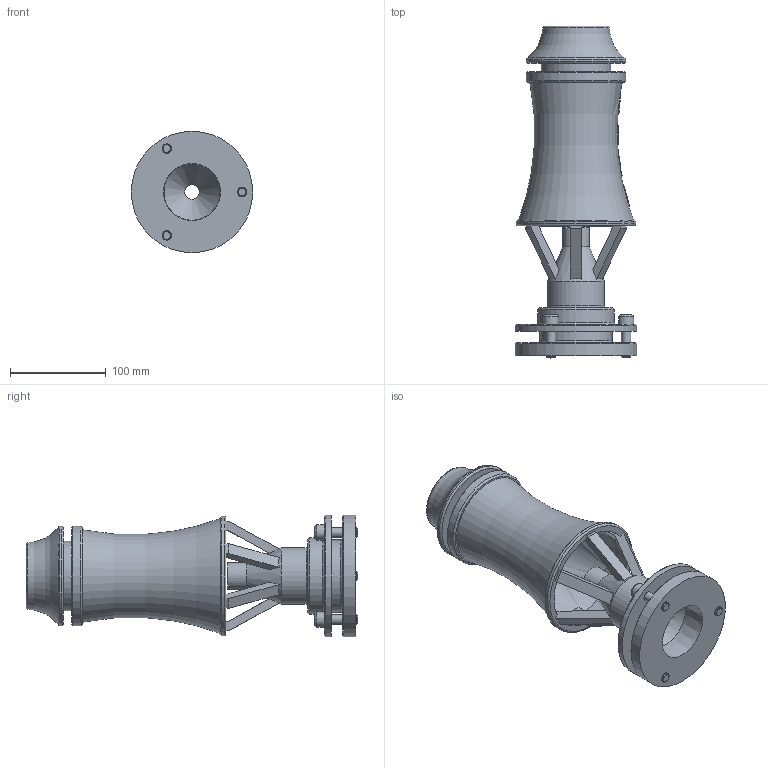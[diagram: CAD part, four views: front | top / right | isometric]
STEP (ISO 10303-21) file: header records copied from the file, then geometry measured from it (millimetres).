
FILE_DESCRIPTION(/* description */ (''),/* implementation_level */ '2;1');
FILE_NAME(/* name */ '89025_Geiser 60.stp',/* time_stamp */ '2017-08-21T07:57:12+02:00',/* author */ ('guzb562'),/* organization */ (''),/* preprocessor_version */ 'ST-DEVELOPER v16.1',/* originating_system */ 'Autodesk Inventor 2016',/* authorisation */ '');
FILE_SCHEMA (('AUTOMOTIVE_DESIGN { 1 0 10303 214 3 1 1 }'));
Length unit declared in the file: millimetre
Products named in the file (1): 89025_Geiser 60
Bounding box: 127 x 347 x 127 mm (x, y, z)
Volume: 865739.9 mm3; surface area: 225598.7 mm2
Topology: 1 solids, 1 shells, 186 faces, 483 edges, 314 vertices
Faces by surface type: plane 103, cylinder 47, torus 26, cone 10
Full cylindrical faces by diameter (mm): 10 x6, 15.435 x1, 16 x3, 28 x1, 51.643 x1, 59.6 x1, 73.176 x1, 75.38 x1, 80 x1, 104 x2, 125 x1, 127 x2
Entity records: 6533 total; most frequent: CARTESIAN_POINT 2236, ORIENTED_EDGE 814, DIRECTION 777, EDGE_CURVE 407, VERTEX_POINT 294, AXIS2_PLACEMENT_3D 293, EDGE_LOOP 269, LINE 191
